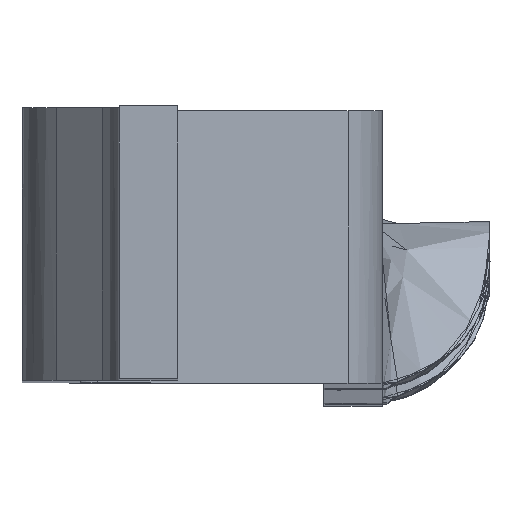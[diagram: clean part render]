
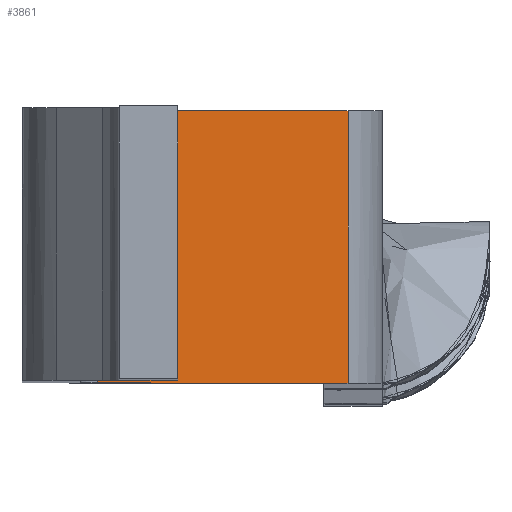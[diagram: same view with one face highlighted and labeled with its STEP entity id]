
A CAD part, top view. The second image highlights one B-rep face of the part: STEP entity #3861.
In plain terms, the highlighted free-form (B-spline) face has degree [1, 1] with [2, 2] control points.
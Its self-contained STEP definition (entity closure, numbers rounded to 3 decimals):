
#2057=CARTESIAN_POINT('',(11.743,-7.0,-131.985));
#2058=VERTEX_POINT('',#2057);
#2079=CARTESIAN_POINT('',(11.743,7.0,-131.985));
#2080=VERTEX_POINT('',#2079);
#2094=CARTESIAN_POINT('',(11.743,-7.0,-131.985));
#2095=CARTESIAN_POINT('',(11.743,7.0,-131.985));
#2096=QUASI_UNIFORM_CURVE('',1,(#2094,#2095),.UNSPECIFIED.,.F.,.U.);
#2097=EDGE_CURVE('',#2058,#2080,#2096,.T.);
#2116=CARTESIAN_POINT('',(-1.121,-7.0,-119.121));
#2117=VERTEX_POINT('',#2116);
#2133=CARTESIAN_POINT('',(-1.121,7.0,-119.121));
#2134=VERTEX_POINT('',#2133);
#2135=CARTESIAN_POINT('',(-1.121,7.0,-119.121));
#2136=CARTESIAN_POINT('',(-1.121,-7.0,-119.121));
#2137=QUASI_UNIFORM_CURVE('',1,(#2135,#2136),.UNSPECIFIED.,.F.,.U.);
#2138=EDGE_CURVE('',#2134,#2117,#2137,.T.);
#3739=CARTESIAN_POINT('',(11.743,7.0,-131.985));
#3740=CARTESIAN_POINT('',(-1.121,7.0,-119.121));
#3741=QUASI_UNIFORM_CURVE('',1,(#3739,#3740),.UNSPECIFIED.,.F.,.U.);
#3742=EDGE_CURVE('',#2080,#2134,#3741,.T.);
#3767=CARTESIAN_POINT('',(11.743,-7.0,-131.985));
#3768=CARTESIAN_POINT('',(-1.121,-7.0,-119.121));
#3769=QUASI_UNIFORM_CURVE('',1,(#3767,#3768),.UNSPECIFIED.,.F.,.U.);
#3770=EDGE_CURVE('',#2058,#2117,#3769,.T.);
#3850=CARTESIAN_POINT('',(12.385,-7.699,-132.628));
#3851=CARTESIAN_POINT('',(-1.764,-7.699,-118.479));
#3852=CARTESIAN_POINT('',(12.385,7.699,-132.628));
#3853=CARTESIAN_POINT('',(-1.764,7.699,-118.479));
#3854=B_SPLINE_SURFACE_WITH_KNOTS('',1,1,((#3850,#3852),(#3851,#3853)),.UNSPECIFIED.,.F.,.F.,.U.,(2,2),(2,2),(0.0,20.01),(0.0,15.399),.UNSPECIFIED.);
#3855=ORIENTED_EDGE('',*,*,#3770,.F.);
#3856=ORIENTED_EDGE('',*,*,#2097,.T.);
#3857=ORIENTED_EDGE('',*,*,#3742,.T.);
#3858=ORIENTED_EDGE('',*,*,#2138,.T.);
#3859=EDGE_LOOP('',(#3855,#3856,#3857,#3858));
#3860=FACE_OUTER_BOUND('',#3859,.T.);
#3861=ADVANCED_FACE('',(#3860),#3854,.F.);
